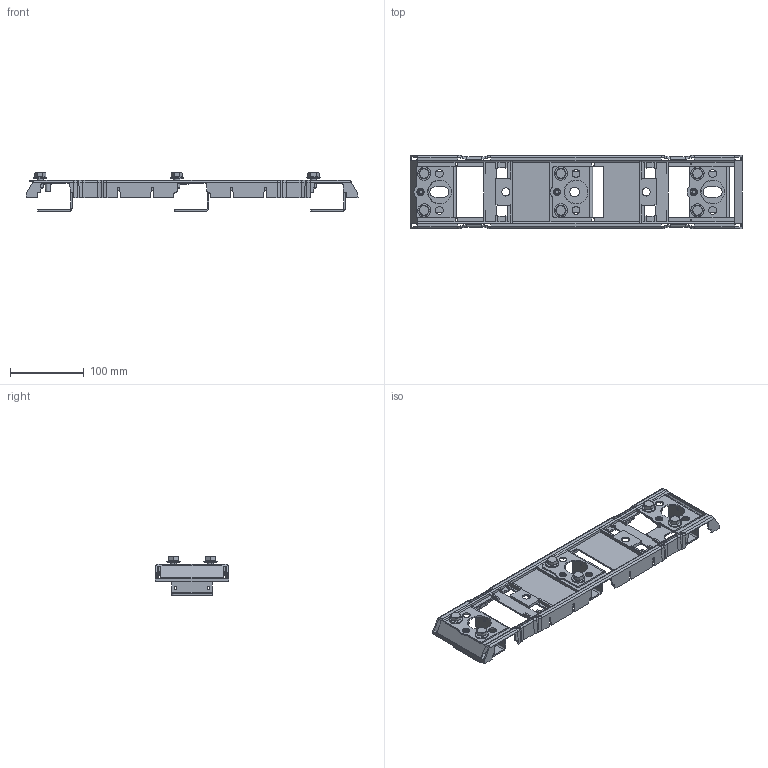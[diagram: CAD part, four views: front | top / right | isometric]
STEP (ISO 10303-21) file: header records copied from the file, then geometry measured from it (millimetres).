
FILE_DESCRIPTION(('CATIA V5 STEP'),'2;1');
FILE_NAME('L8500605_L_Adapterleiste_AL-SL00_42.stp','2012-03-29T10:57:13+00:00',('none'),('Jean Müller GmbH'),'CATIA Version 5 Release 19 SP 9 (IN-10)','CATIA V5 STEP AP214','none');
FILE_SCHEMA(('AUTOMOTIVE_DESIGN { 1 0 10303 214 1 1 1 1 }'));
Length unit declared in the file: millimetre
Products named in the file (7): L8500605_L_Adapterleiste AL-SL00/42; 68116_Senkschraube 4x13; 155991_02_Adapterwinkel  AL-SL00/42; 155991_07_Adapterwinkel AL-SL00/42; 33581_98_Adapterleiste_IGES; 67315_Sechskantschraube  M8x16_DIN933; 66901_Spannscheibe DIN 6796-8
Assembly tree (19 placements, depth 2):
  L8500605_L_Adapterleiste AL-SL00/42
    68116_Senkschraube 4x13  x3
    155991_02_Adapterwinkel  AL-SL00/42  x2
    155991_07_Adapterwinkel AL-SL00/42
    33581_98_Adapterleiste_IGES
    67315_Sechskantschraube  M8x16_DIN933  x6
    66901_Spannscheibe DIN 6796-8  x6
Bounding box: 449.6 x 99.5 x 52.19 mm (x, y, z)
Volume: 154531 mm3; surface area: 162981.3 mm2
Topology: 19 solids, 19 shells, 1112 faces, 3233 edges, 2126 vertices
Faces by surface type: plane 653, cylinder 273, cone 148, torus 38
Entity records: 30065 total; most frequent: ORIENTED_EDGE 5458, CARTESIAN_POINT 5368, DIRECTION 4135, EDGE_CURVE 2729, VECTOR 2047, LINE 2047, VERTEX_POINT 1810, AXIS2_PLACEMENT_3D 1295
